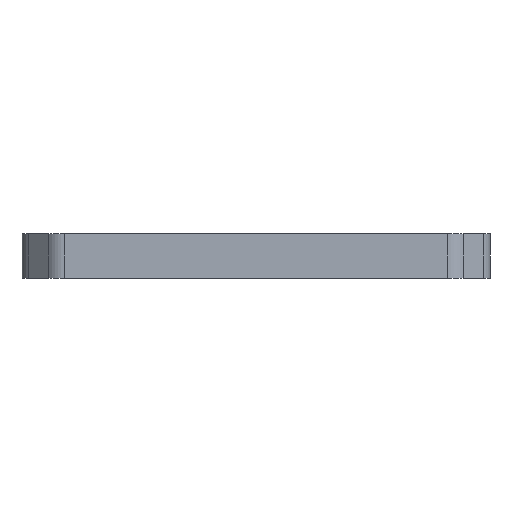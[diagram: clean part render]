
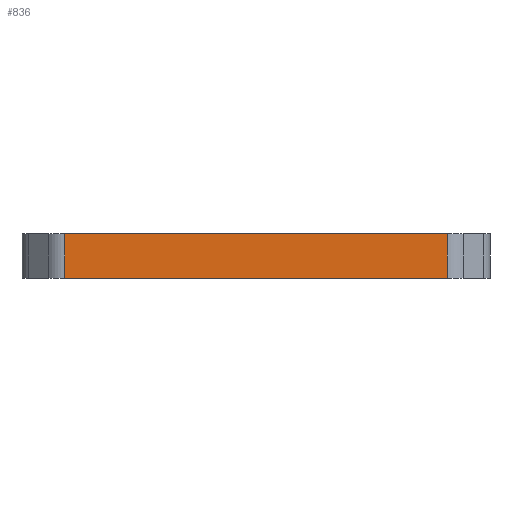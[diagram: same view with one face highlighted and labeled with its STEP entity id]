
A CAD part, front view. The second image highlights one B-rep face of the part: STEP entity #836.
In plain terms, the highlighted planar face has unit normal (0, -1, 0).
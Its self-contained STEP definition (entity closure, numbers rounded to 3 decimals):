
#216 = VERTEX_POINT('',#217);
#217 = CARTESIAN_POINT('',(12.828,-53.,50.));
#224 = EDGE_CURVE('',#225,#216,#227,.T.);
#225 = VERTEX_POINT('',#226);
#226 = CARTESIAN_POINT('',(47.172,-53.,50.));
#227 = LINE('',#228,#229);
#228 = CARTESIAN_POINT('',(51.,-53.,50.));
#229 = VECTOR('',#230,1.);
#230 = DIRECTION('',(-1.,0.,0.));
#588 = VERTEX_POINT('',#589);
#589 = CARTESIAN_POINT('',(12.828,-53.,54.));
#596 = EDGE_CURVE('',#597,#588,#599,.T.);
#597 = VERTEX_POINT('',#598);
#598 = CARTESIAN_POINT('',(47.172,-53.,54.));
#599 = LINE('',#600,#601);
#600 = CARTESIAN_POINT('',(51.,-53.,54.));
#601 = VECTOR('',#602,1.);
#602 = DIRECTION('',(-1.,0.,0.));
#807 = EDGE_CURVE('',#225,#597,#808,.T.);
#808 = LINE('',#809,#810);
#809 = CARTESIAN_POINT('',(47.172,-53.,50.));
#810 = VECTOR('',#811,1.);
#811 = DIRECTION('',(0.,0.,1.));
#836 = ADVANCED_FACE('',(#837),#848,.T.);
#837 = FACE_BOUND('',#838,.T.);
#838 = EDGE_LOOP('',(#839,#840,#841,#842));
#839 = ORIENTED_EDGE('',*,*,#224,.F.);
#840 = ORIENTED_EDGE('',*,*,#807,.T.);
#841 = ORIENTED_EDGE('',*,*,#596,.T.);
#842 = ORIENTED_EDGE('',*,*,#843,.F.);
#843 = EDGE_CURVE('',#216,#588,#844,.T.);
#844 = LINE('',#845,#846);
#845 = CARTESIAN_POINT('',(12.828,-53.,50.));
#846 = VECTOR('',#847,1.);
#847 = DIRECTION('',(0.,0.,1.));
#848 = PLANE('',#849);
#849 = AXIS2_PLACEMENT_3D('',#850,#851,#852);
#850 = CARTESIAN_POINT('',(51.,-53.,50.));
#851 = DIRECTION('',(0.,-1.,0.));
#852 = DIRECTION('',(-1.,0.,0.));
